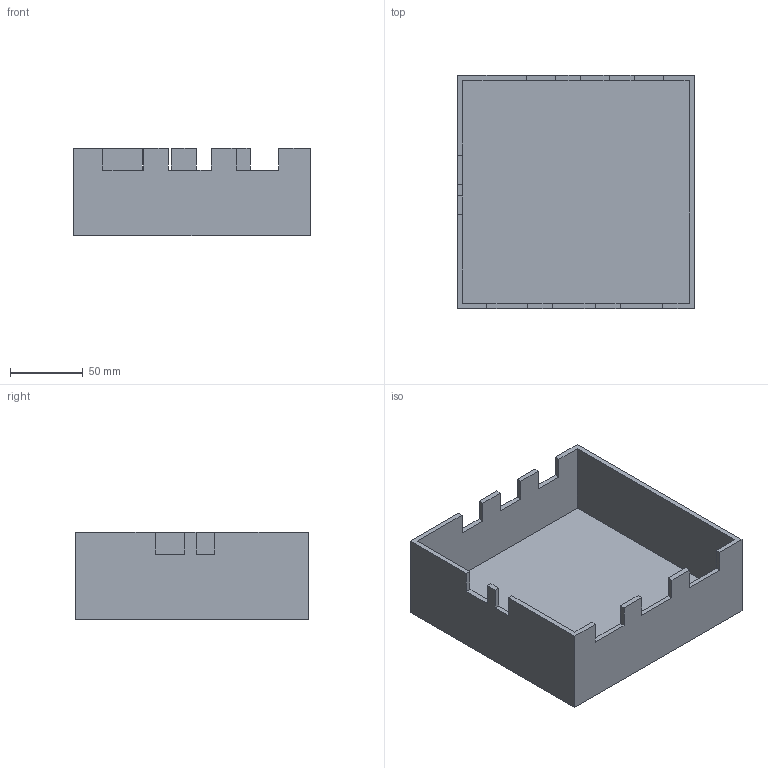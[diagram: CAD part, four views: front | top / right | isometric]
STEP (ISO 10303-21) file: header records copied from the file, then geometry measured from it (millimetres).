
FILE_DESCRIPTION (( 'STEP AP214' ), '1' );
FILE_NAME ('case cover.STEP', '2025-09-19T19:19:31', ( '' ), ( '' ), 'SwSTEP 2.0', 'SolidWorks 2025', '' );
FILE_SCHEMA (( 'AUTOMOTIVE_DESIGN' ));
Length unit declared in the file: millimetre
Products named in the file (1): case cover
Bounding box: 162.5 x 160.09 x 60 mm (x, y, z)
Volume: 360882.6 mm3; surface area: 117757.9 mm2
Topology: 1 solids, 1 shells, 274 faces, 738 edges, 492 vertices
Faces by surface type: plane 178, bspline 96
Entity records: 13265 total; most frequent: CARTESIAN_POINT 7017, ORIENTED_EDGE 1476, DIRECTION 904, EDGE_CURVE 738, LINE 546, VECTOR 546, VERTEX_POINT 492, EDGE_LOOP 300
